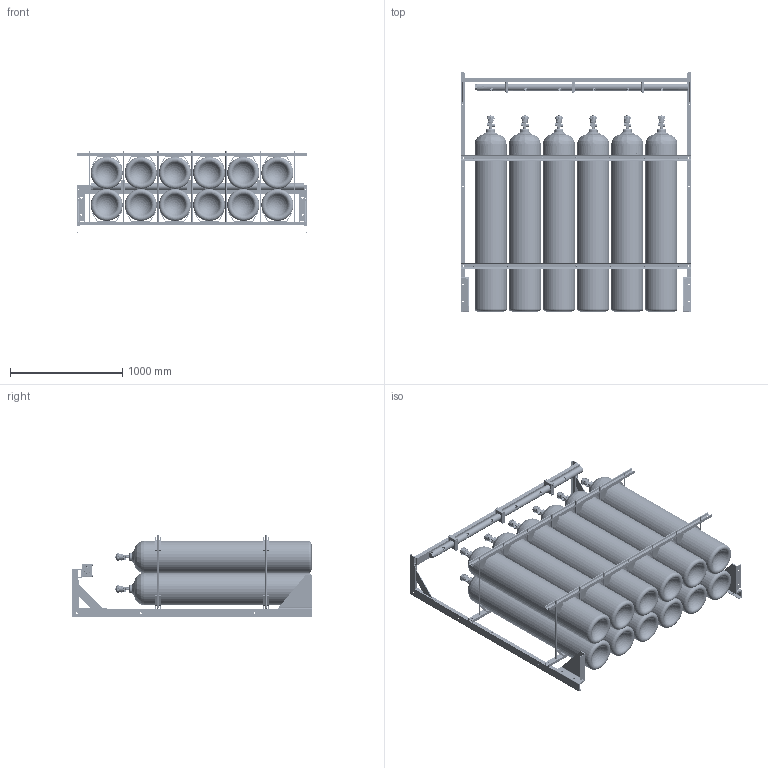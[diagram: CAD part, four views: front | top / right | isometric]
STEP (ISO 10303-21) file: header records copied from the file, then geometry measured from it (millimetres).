
FILE_DESCRIPTION (( 'STEP AP214' ), '1' );
FILE_NAME ('Cylinder Storage Rack, 80L, Structural, Red Painted (12 pack 6x2) Twelve Cylinders.STEP', '2020-05-04T14:20:11', ( '' ), ( '' ), 'SwSTEP 2.0', 'SolidWorks 2019', '' );
FILE_SCHEMA (( 'AUTOMOTIVE_DESIGN' ));
Length unit declared in the file: inch
Products named in the file (46): V_MULLER_470B0019.stp; CLAMP_MCMASTER-CARR_3015T315.stp; V-000-950-101.stp; P-000-950-086.stp; 470B0019_HOUSING.stp; P-000-950-058.stp; PLUG_HEX HD_1.500 NPT M_CL 3000_ALY STL_GALV.stp; 470B0019_HANDLE.stp; P-000-950-083.stp; P-000-950-088.stp; P-000-950-081.stp; Cylinder Storage Rack, 80L, Structural, Red Painted (12 pack 6x2) Twelve Cylinders.stp; 470B0019_PLATE.stp; P-000-950-084.stp; 5342^V-000-950-101.stp; 470B0019_HEX NUT.stp; Cylinder Storage Rack, 80L, Structural, Red Painted (12 pack 6x2) Twelve Cylinders; P-000-950-110(-04).stp; P-000-950-082.stp; 11BC615P_CYLINDER.stp; P-000-950-057.stp; PLUG_HEX HD_0.250 NPT M_CL 3000_ALY STL_GALV.stp; P-000-950-111 (-04).stp; P-000-950-085.stp
Assembly tree (133 placements, depth 5):
  Cylinder Storage Rack, 80L, Structural, Red Painted (12 pack 6x2) Twelve Cylinders
    Cylinder Storage Rack, 80L, Structural, Red Painted (12 pack 6x2) Twelve Cylinders.stp
      P-000-950-086.stp
        CLAMP_MCMASTER-CARR_3015T315.stp  x3
        P-000-950-082.stp
      V-000-950-101.stp
        V_MULLER_470B0019.stp
          470B0019_HOUSING.stp
          470B0019_PLATE.stp
          470B0019_HANDLE.stp
          470B0019_HEX NUT.stp
        11BC615P_CYLINDER.stp
        5342^V-000-950-101.stp
      V-000-950-101.stp
        V_MULLER_470B0019.stp
          470B0019_HOUSING.stp
          470B0019_PLATE.stp
          470B0019_HANDLE.stp
          470B0019_HEX NUT.stp
        11BC615P_CYLINDER.stp
        5342^V-000-950-101.stp
      V-000-950-101.stp
        V_MULLER_470B0019.stp
          470B0019_HOUSING.stp
          470B0019_PLATE.stp
          470B0019_HANDLE.stp
          470B0019_HEX NUT.stp
        11BC615P_CYLINDER.stp
        5342^V-000-950-101.stp
      V-000-950-101.stp
        V_MULLER_470B0019.stp
          470B0019_HOUSING.stp
          470B0019_PLATE.stp
          470B0019_HANDLE.stp
          470B0019_HEX NUT.stp
        11BC615P_CYLINDER.stp
        5342^V-000-950-101.stp
      V-000-950-101.stp
        V_MULLER_470B0019.stp
          470B0019_HOUSING.stp
          470B0019_PLATE.stp
          470B0019_HANDLE.stp
          470B0019_HEX NUT.stp
        11BC615P_CYLINDER.stp
        5342^V-000-950-101.stp
      V-000-950-101.stp
        V_MULLER_470B0019.stp
          470B0019_HOUSING.stp
          470B0019_PLATE.stp
          470B0019_HANDLE.stp
          470B0019_HEX NUT.stp
        11BC615P_CYLINDER.stp
        5342^V-000-950-101.stp
      V-000-950-101.stp
        V_MULLER_470B0019.stp
          470B0019_HOUSING.stp
          470B0019_PLATE.stp
          470B0019_HANDLE.stp
          470B0019_HEX NUT.stp
        11BC615P_CYLINDER.stp
Bounding box: 2057.65 x 2133.6 x 739.77 mm (x, y, z)
Volume: 184181488.6 mm3; surface area: 43502538.2 mm2
Topology: 187 solids, 187 shells, 6933 faces, 17144 edges, 10846 vertices
Faces by surface type: plane 2503, cylinder 1746, cone 1196, bspline 1020, torus 396, sphere 72
Entity records: 59029 total; most frequent: CARTESIAN_POINT 29799, DIRECTION 5688, ORIENTED_EDGE 5678, EDGE_CURVE 2839, AXIS2_PLACEMENT_3D 2217, VERTEX_POINT 1820, EDGE_LOOP 1333, VECTOR 1254
